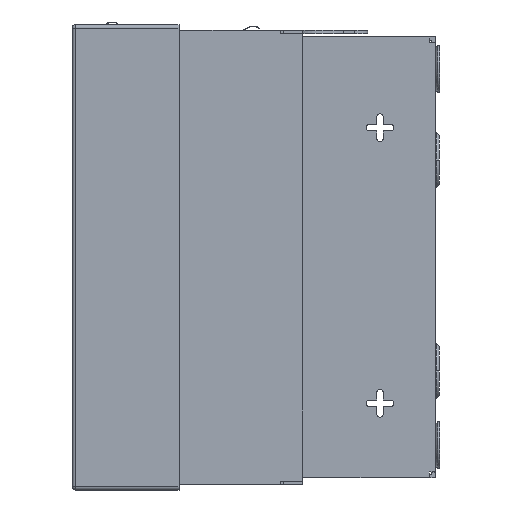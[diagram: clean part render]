
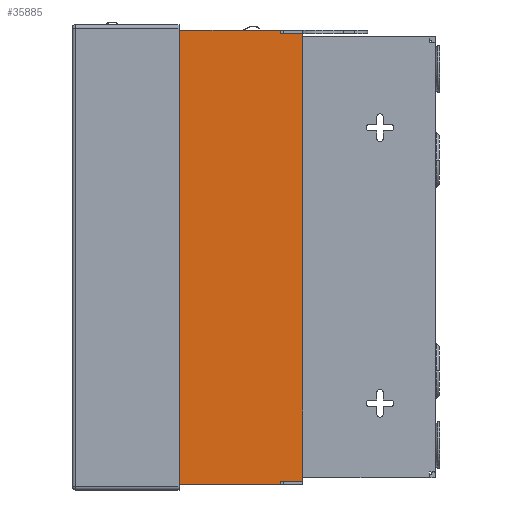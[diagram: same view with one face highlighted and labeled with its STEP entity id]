
A CAD part, left-side view. The second image highlights one B-rep face of the part: STEP entity #35885.
In plain terms, the highlighted planar face has unit normal (-1, 0, 0).
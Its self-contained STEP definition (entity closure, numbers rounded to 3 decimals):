
#1167 = AXIS2_PLACEMENT_3D ( 'NONE', #38570, #53406, #16985 ) ;
#1605 = DIRECTION ( 'NONE',  ( 0., -1., 0. ) ) ;
#1661 = DIRECTION ( 'NONE',  ( 0., -1., 0. ) ) ;
#3871 = VECTOR ( 'NONE', #51243, 1000. ) ;
#4187 = CARTESIAN_POINT ( 'NONE',  ( -70., -70., 38. ) ) ;
#4432 = CARTESIAN_POINT ( 'NONE',  ( -70., -68.99, 45. ) ) ;
#5293 = VERTEX_POINT ( 'NONE', #38805 ) ;
#5460 = CARTESIAN_POINT ( 'NONE',  ( -70., 68.17, 1.6 ) ) ;
#7486 = VERTEX_POINT ( 'NONE', #66622 ) ;
#9069 = LINE ( 'NONE', #81754, #81768 ) ;
#11456 = CARTESIAN_POINT ( 'NONE',  ( -70., 68.17, 1.6 ) ) ;
#12967 = VECTOR ( 'NONE', #1605, 1000. ) ;
#14427 = ORIENTED_EDGE ( 'NONE', *, *, #53963, .F. ) ;
#15717 = CARTESIAN_POINT ( 'NONE',  ( -70., 70., 38. ) ) ;
#16680 = LINE ( 'NONE', #11456, #75110 ) ;
#16985 = DIRECTION ( 'NONE',  ( 0., 0., -1. ) ) ;
#18180 = VERTEX_POINT ( 'NONE', #44502 ) ;
#18455 = ORIENTED_EDGE ( 'NONE', *, *, #89610, .F. ) ;
#18962 = EDGE_CURVE ( 'NONE', #18180, #7486, #24165, .T. ) ;
#19286 = ORIENTED_EDGE ( 'NONE', *, *, #47933, .T. ) ;
#22064 = ORIENTED_EDGE ( 'NONE', *, *, #37522, .F. ) ;
#22242 = LINE ( 'NONE', #37237, #83951 ) ;
#22255 = LINE ( 'NONE', #36523, #29948 ) ;
#24165 = LINE ( 'NONE', #68327, #27510 ) ;
#24416 = VECTOR ( 'NONE', #82831, 1000. ) ;
#24911 = FACE_OUTER_BOUND ( 'NONE', #84768, .T. ) ;
#26684 = VERTEX_POINT ( 'NONE', #66786 ) ;
#27510 = VECTOR ( 'NONE', #82435, 1000. ) ;
#28181 = ORIENTED_EDGE ( 'NONE', *, *, #18962, .F. ) ;
#29587 = DIRECTION ( 'NONE',  ( 0., -1., 0. ) ) ;
#29608 = ORIENTED_EDGE ( 'NONE', *, *, #32415, .T. ) ;
#29948 = VECTOR ( 'NONE', #1661, 1000. ) ;
#30208 = CARTESIAN_POINT ( 'NONE',  ( -70., 0., 1.83 ) ) ;
#30655 = CARTESIAN_POINT ( 'NONE',  ( -70., 70., 1.83 ) ) ;
#32300 = VERTEX_POINT ( 'NONE', #30655 ) ;
#32415 = EDGE_CURVE ( 'NONE', #88937, #5293, #16680, .T. ) ;
#33390 = LINE ( 'NONE', #75948, #43219 ) ;
#33481 = DIRECTION ( 'NONE',  ( 0., 0., -1. ) ) ;
#35885 = ADVANCED_FACE ( 'NONE', ( #24911 ), #46285, .F. ) ;
#36272 = ORIENTED_EDGE ( 'NONE', *, *, #77275, .F. ) ;
#36523 = CARTESIAN_POINT ( 'NONE',  ( -70., 0., 1.83 ) ) ;
#36698 = CARTESIAN_POINT ( 'NONE',  ( -70., -68.99, 38. ) ) ;
#37237 = CARTESIAN_POINT ( 'NONE',  ( -70., -68.99, 45. ) ) ;
#37522 = EDGE_CURVE ( 'NONE', #77299, #55010, #40966, .T. ) ;
#38570 = CARTESIAN_POINT ( 'NONE',  ( -70., 0., 45. ) ) ;
#38805 = CARTESIAN_POINT ( 'NONE',  ( -70., -68.17, 1.6 ) ) ;
#39615 = DIRECTION ( 'NONE',  ( 0., 0., 1. ) ) ;
#40551 = VERTEX_POINT ( 'NONE', #86236 ) ;
#40966 = LINE ( 'NONE', #61981, #24416 ) ;
#41679 = EDGE_CURVE ( 'NONE', #60388, #32300, #52252, .T. ) ;
#41937 = EDGE_CURVE ( 'NONE', #32300, #72884, #22255, .T. ) ;
#43219 = VECTOR ( 'NONE', #33481, 1000. ) ;
#44502 = CARTESIAN_POINT ( 'NONE',  ( -70., 68.99, 38. ) ) ;
#45545 = CARTESIAN_POINT ( 'NONE',  ( -70., 70., 45. ) ) ;
#45924 = ORIENTED_EDGE ( 'NONE', *, *, #78884, .F. ) ;
#46285 = PLANE ( 'NONE',  #1167 ) ;
#46784 = CARTESIAN_POINT ( 'NONE',  ( -70., 70., 38. ) ) ;
#47036 = VECTOR ( 'NONE', #52295, 1000. ) ;
#47933 = EDGE_CURVE ( 'NONE', #5293, #40551, #61367, .T. ) ;
#49588 = ORIENTED_EDGE ( 'NONE', *, *, #41679, .T. ) ;
#51243 = DIRECTION ( 'NONE',  ( 0., 1., 0. ) ) ;
#51397 = CARTESIAN_POINT ( 'NONE',  ( -70., -68.17, 45. ) ) ;
#51609 = CARTESIAN_POINT ( 'NONE',  ( -70., 0., 45. ) ) ;
#52252 = LINE ( 'NONE', #45545, #89567 ) ;
#52295 = DIRECTION ( 'NONE',  ( 0., 0., 1. ) ) ;
#53406 = DIRECTION ( 'NONE',  ( 1., 0., 0. ) ) ;
#53820 = LINE ( 'NONE', #51609, #12967 ) ;
#53963 = EDGE_CURVE ( 'NONE', #88937, #72884, #9069, .T. ) ;
#55010 = VERTEX_POINT ( 'NONE', #4187 ) ;
#56863 = LINE ( 'NONE', #30208, #3871 ) ;
#57513 = LINE ( 'NONE', #15717, #75104 ) ;
#59655 = EDGE_CURVE ( 'NONE', #7486, #71747, #53820, .T. ) ;
#60388 = VERTEX_POINT ( 'NONE', #46784 ) ;
#61367 = LINE ( 'NONE', #51397, #47036 ) ;
#61981 = CARTESIAN_POINT ( 'NONE',  ( -70., -70., 38. ) ) ;
#66622 = CARTESIAN_POINT ( 'NONE',  ( -70., 68.99, 45. ) ) ;
#66786 = CARTESIAN_POINT ( 'NONE',  ( -70., -70., 1.83 ) ) ;
#68327 = CARTESIAN_POINT ( 'NONE',  ( -70., 68.99, 45. ) ) ;
#71328 = ORIENTED_EDGE ( 'NONE', *, *, #76030, .F. ) ;
#71747 = VERTEX_POINT ( 'NONE', #4432 ) ;
#72884 = VERTEX_POINT ( 'NONE', #82917 ) ;
#74368 = DIRECTION ( 'NONE',  ( 0., -1., 0. ) ) ;
#75104 = VECTOR ( 'NONE', #29587, 1000. ) ;
#75110 = VECTOR ( 'NONE', #74368, 1000. ) ;
#75948 = CARTESIAN_POINT ( 'NONE',  ( -70., -70., 45. ) ) ;
#76030 = EDGE_CURVE ( 'NONE', #60388, #18180, #57513, .T. ) ;
#76363 = ORIENTED_EDGE ( 'NONE', *, *, #41937, .T. ) ;
#77275 = EDGE_CURVE ( 'NONE', #26684, #40551, #56863, .T. ) ;
#77299 = VERTEX_POINT ( 'NONE', #36698 ) ;
#78884 = EDGE_CURVE ( 'NONE', #55010, #26684, #33390, .T. ) ;
#79411 = DIRECTION ( 'NONE',  ( 0., 0., -1. ) ) ;
#81754 = CARTESIAN_POINT ( 'NONE',  ( -70., 68.17, 45. ) ) ;
#81768 = VECTOR ( 'NONE', #39615, 1000. ) ;
#82435 = DIRECTION ( 'NONE',  ( 0., 0., 1. ) ) ;
#82831 = DIRECTION ( 'NONE',  ( 0., -1., 0. ) ) ;
#82917 = CARTESIAN_POINT ( 'NONE',  ( -70., 68.17, 1.83 ) ) ;
#83951 = VECTOR ( 'NONE', #79411, 1000. ) ;
#84768 = EDGE_LOOP ( 'NONE', ( #85915, #28181, #71328, #49588, #76363, #14427, #29608, #19286, #36272, #45924, #22064, #18455 ) ) ;
#85915 = ORIENTED_EDGE ( 'NONE', *, *, #59655, .F. ) ;
#86236 = CARTESIAN_POINT ( 'NONE',  ( -70., -68.17, 1.83 ) ) ;
#87937 = DIRECTION ( 'NONE',  ( 0., 0., -1. ) ) ;
#88937 = VERTEX_POINT ( 'NONE', #5460 ) ;
#89567 = VECTOR ( 'NONE', #87937, 1000. ) ;
#89610 = EDGE_CURVE ( 'NONE', #71747, #77299, #22242, .T. ) ;
